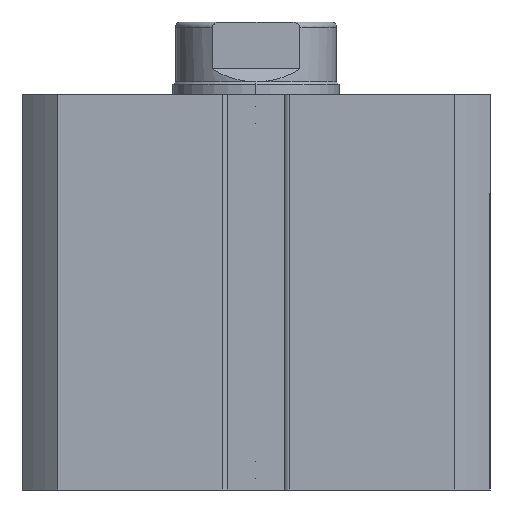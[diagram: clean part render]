
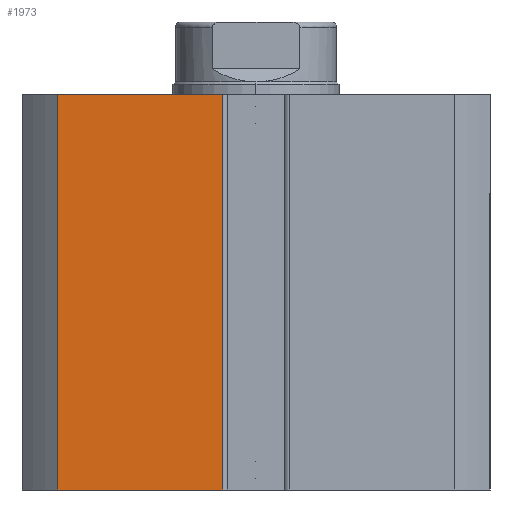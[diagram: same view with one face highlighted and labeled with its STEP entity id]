
A CAD part, front view. The second image highlights one B-rep face of the part: STEP entity #1973.
In plain terms, the highlighted planar face has unit normal (0, -1, 0).
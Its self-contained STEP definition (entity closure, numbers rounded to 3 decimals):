
#585 = LINE ( 'NONE', #5690, #592 ) ;
#592 = VECTOR ( 'NONE', #5981, 1000. ) ;
#684 = LINE ( 'NONE', #3173, #687 ) ;
#687 = VECTOR ( 'NONE', #3174, 1000. ) ;
#700 = LINE ( 'NONE', #3177, #702 ) ;
#702 = VECTOR ( 'NONE', #3187, 1000. ) ;
#804 = LINE ( 'NONE', #3354, #805 ) ;
#805 = VECTOR ( 'NONE', #3355, 1000. ) ;
#1327 = FACE_OUTER_BOUND ( 'NONE', #6088, .T. ) ;
#1973 = ADVANCED_FACE ( 'NONE', ( #1327 ), #5187, .F. ) ;
#2145 = VERTEX_POINT ( 'NONE', #4600 ) ;
#2238 = VERTEX_POINT ( 'NONE', #4667 ) ;
#3173 = CARTESIAN_POINT ( 'NONE',  ( -22.5, -22.5, 38. ) ) ;
#3174 = DIRECTION ( 'NONE',  ( 1., 0., 0. ) ) ;
#3177 = CARTESIAN_POINT ( 'NONE',  ( -3.2, -22.5, 38. ) ) ;
#3187 = DIRECTION ( 'NONE',  ( 0., 0., 1. ) ) ;
#3354 = CARTESIAN_POINT ( 'NONE',  ( -19.079, -22.5, 0. ) ) ;
#3355 = DIRECTION ( 'NONE',  ( 0., 0., 1. ) ) ;
#3428 = CARTESIAN_POINT ( 'NONE',  ( -3.2, -22.5, 38. ) ) ;
#3440 = CARTESIAN_POINT ( 'NONE',  ( -3.2, -22.5, 0. ) ) ;
#4157 = EDGE_CURVE ( 'NONE', #2145, #5019, #585, .T. ) ;
#4231 = EDGE_CURVE ( 'NONE', #2238, #5008, #684, .T. ) ;
#4236 = EDGE_CURVE ( 'NONE', #5019, #5008, #700, .T. ) ;
#4285 = AXIS2_PLACEMENT_3D ( 'NONE', #5215, #5324, #5325 ) ;
#4317 = EDGE_CURVE ( 'NONE', #2145, #2238, #804, .T. ) ;
#4600 = CARTESIAN_POINT ( 'NONE',  ( -19.079, -22.5, 0. ) ) ;
#4667 = CARTESIAN_POINT ( 'NONE',  ( -19.079, -22.5, 38. ) ) ;
#4959 = ORIENTED_EDGE ( 'NONE', *, *, #4231, .F. ) ;
#4965 = ORIENTED_EDGE ( 'NONE', *, *, #4317, .F. ) ;
#4990 = ORIENTED_EDGE ( 'NONE', *, *, #4236, .T. ) ;
#5008 = VERTEX_POINT ( 'NONE', #3428 ) ;
#5019 = VERTEX_POINT ( 'NONE', #3440 ) ;
#5117 = ORIENTED_EDGE ( 'NONE', *, *, #4157, .T. ) ;
#5187 = PLANE ( 'NONE',  #4285 ) ;
#5215 = CARTESIAN_POINT ( 'NONE',  ( -22.5, -22.5, 38. ) ) ;
#5324 = DIRECTION ( 'NONE',  ( 0., 1., 0. ) ) ;
#5325 = DIRECTION ( 'NONE',  ( 0., 0., 1. ) ) ;
#5690 = CARTESIAN_POINT ( 'NONE',  ( -22.5, -22.5, 0. ) ) ;
#5981 = DIRECTION ( 'NONE',  ( 1., 0., 0. ) ) ;
#6088 = EDGE_LOOP ( 'NONE', ( #4965, #5117, #4990, #4959 ) ) ;
